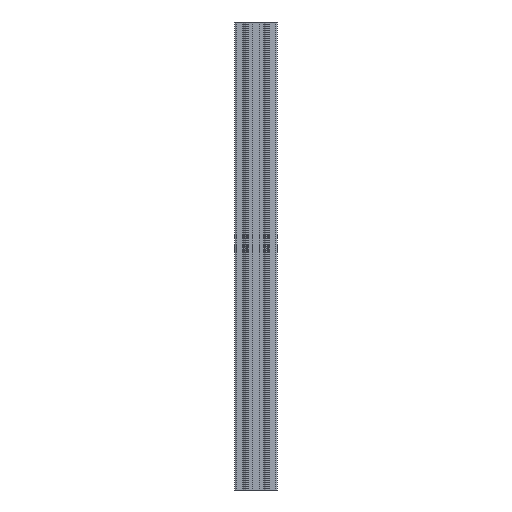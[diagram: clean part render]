
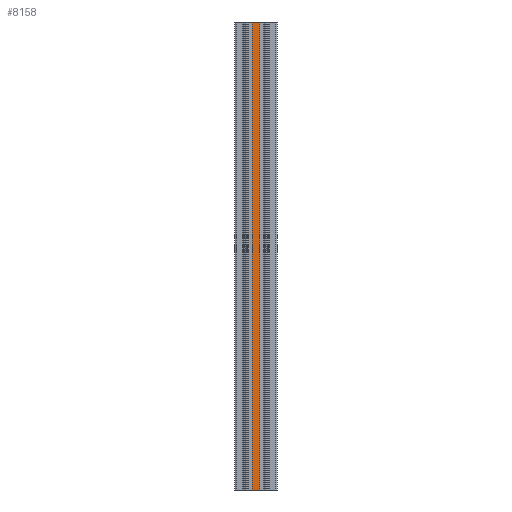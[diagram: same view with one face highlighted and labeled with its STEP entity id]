
A CAD part, left-side view. The second image highlights one B-rep face of the part: STEP entity #8158.
In plain terms, the highlighted planar face has unit normal (-1, 0, 0).
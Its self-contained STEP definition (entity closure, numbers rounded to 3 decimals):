
#437 = LINE ( 'NONE', #8065, #3262 ) ;
#724 = VERTEX_POINT ( 'NONE', #1317 ) ;
#950 = DIRECTION ( 'NONE',  ( 0., -1., 0. ) ) ;
#1306 = DIRECTION ( 'NONE',  ( 0., 0., -1. ) ) ;
#1317 = CARTESIAN_POINT ( 'NONE',  ( -21.5, -30., 1000. ) ) ;
#1399 = DIRECTION ( 'NONE',  ( 0., -1., 0. ) ) ;
#1444 = DIRECTION ( 'NONE',  ( 1., 0., 0. ) ) ;
#1726 = CARTESIAN_POINT ( 'NONE',  ( -21.5, -15., 0. ) ) ;
#1851 = ORIENTED_EDGE ( 'NONE', *, *, #7546, .F. ) ;
#1980 = EDGE_CURVE ( 'NONE', #5821, #724, #3373, .T. ) ;
#2062 = ORIENTED_EDGE ( 'NONE', *, *, #4638, .T. ) ;
#2191 = FACE_OUTER_BOUND ( 'NONE', #7221, .T. ) ;
#2404 = EDGE_CURVE ( 'NONE', #5821, #5960, #437, .T. ) ;
#2648 = VECTOR ( 'NONE', #1306, 1000. ) ;
#3056 = AXIS2_PLACEMENT_3D ( 'NONE', #4569, #1444, #6471 ) ;
#3262 = VECTOR ( 'NONE', #5505, 1000. ) ;
#3281 = VERTEX_POINT ( 'NONE', #6628 ) ;
#3373 = LINE ( 'NONE', #5851, #4643 ) ;
#3504 = LINE ( 'NONE', #7308, #7434 ) ;
#3695 = CARTESIAN_POINT ( 'NONE',  ( -21.5, -30., 1000. ) ) ;
#3744 = ORIENTED_EDGE ( 'NONE', *, *, #2404, .T. ) ;
#4569 = CARTESIAN_POINT ( 'NONE',  ( -21.5, 0., 1000. ) ) ;
#4638 = EDGE_CURVE ( 'NONE', #5960, #3281, #3504, .T. ) ;
#4643 = VECTOR ( 'NONE', #1399, 1000. ) ;
#4654 = CARTESIAN_POINT ( 'NONE',  ( -21.5, -15., 1000. ) ) ;
#5009 = LINE ( 'NONE', #3695, #2648 ) ;
#5505 = DIRECTION ( 'NONE',  ( 0., 0., -1. ) ) ;
#5821 = VERTEX_POINT ( 'NONE', #4654 ) ;
#5851 = CARTESIAN_POINT ( 'NONE',  ( -21.5, 0., 1000. ) ) ;
#5960 = VERTEX_POINT ( 'NONE', #1726 ) ;
#6471 = DIRECTION ( 'NONE',  ( 0., 0., -1. ) ) ;
#6628 = CARTESIAN_POINT ( 'NONE',  ( -21.5, -30., 0. ) ) ;
#6938 = ORIENTED_EDGE ( 'NONE', *, *, #1980, .F. ) ;
#7187 = PLANE ( 'NONE',  #3056 ) ;
#7221 = EDGE_LOOP ( 'NONE', ( #2062, #1851, #6938, #3744 ) ) ;
#7308 = CARTESIAN_POINT ( 'NONE',  ( -21.5, 0., 0. ) ) ;
#7434 = VECTOR ( 'NONE', #950, 1000. ) ;
#7546 = EDGE_CURVE ( 'NONE', #724, #3281, #5009, .T. ) ;
#8065 = CARTESIAN_POINT ( 'NONE',  ( -21.5, -15., 1000. ) ) ;
#8158 = ADVANCED_FACE ( 'NONE', ( #2191 ), #7187, .F. ) ;
